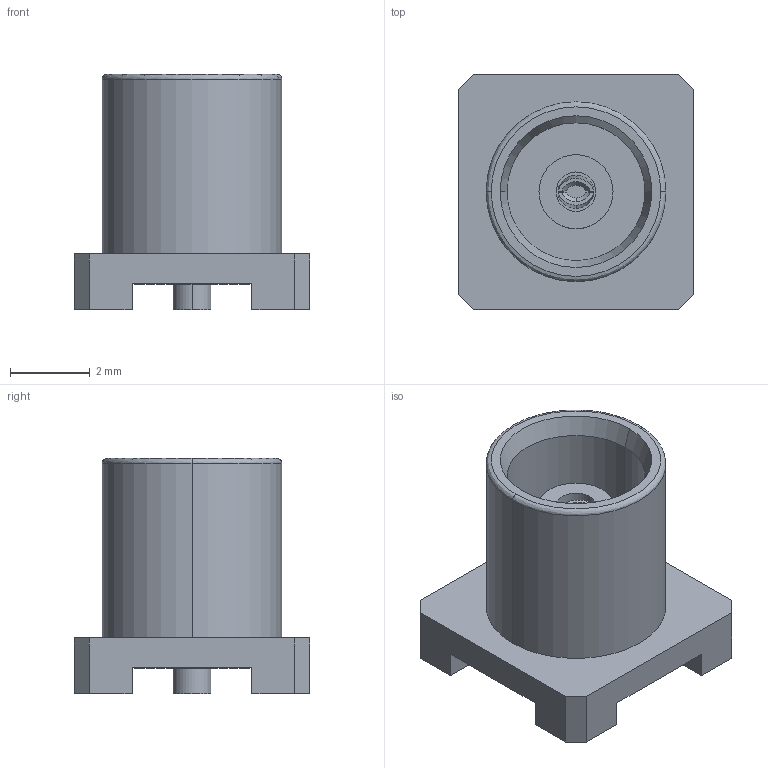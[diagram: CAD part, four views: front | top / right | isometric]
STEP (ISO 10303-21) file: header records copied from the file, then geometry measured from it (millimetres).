
FILE_DESCRIPTION(('STEP AP214'),'1');
FILE_NAME('MCX_conector.stp','2023-06-15T19:37:53',(' '),(' '),'Spatial InterOp 3D',' ',' ');
FILE_SCHEMA(('AUTOMOTIVE_DESIGN { 1 0 10303 214 1 1 1 1 }'));
Length unit declared in the file: metre
Products named in the file (1):     MSBR
Bounding box: 5.89 x 5.89 x 5.89 mm (x, y, z)
Volume: 80.8 mm3; surface area: 207 mm2
Topology: 1 solids, 1 shells, 60 faces, 146 edges, 96 vertices
Faces by surface type: bspline 34, revolution 26
Entity records: 2538 total; most frequent: CARTESIAN_POINT 506, ORIENTED_EDGE 292, DIRECTION 203, EDGE_CURVE 146, STYLED_ITEM 135, PRESENTATION_STYLE_ASSIGNMENT 135, COLOUR_RGB 135, CURVE_STYLE 129
